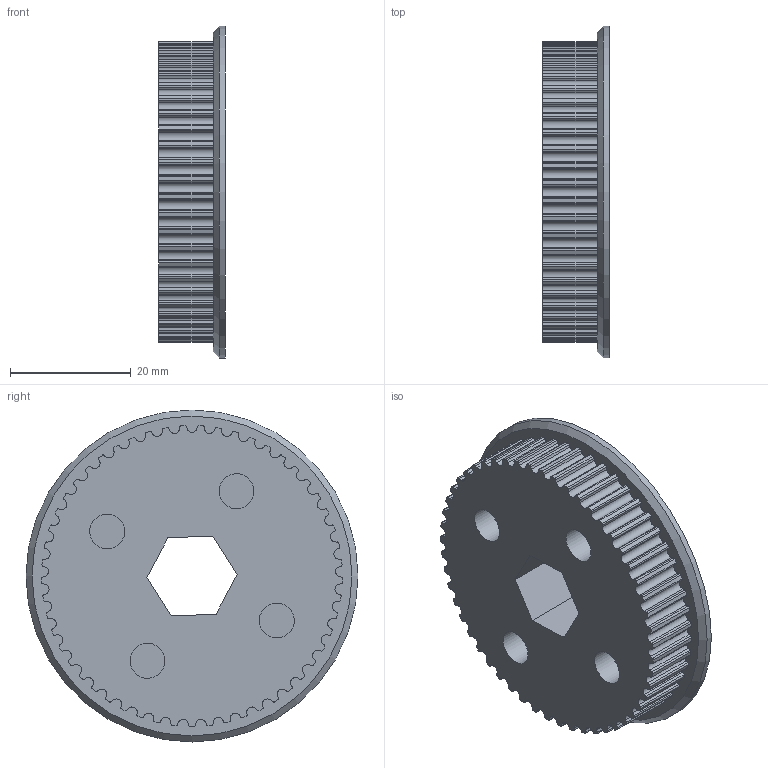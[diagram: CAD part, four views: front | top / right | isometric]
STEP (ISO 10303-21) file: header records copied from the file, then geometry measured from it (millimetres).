
FILE_DESCRIPTION(/* description */ (''),/* implementation_level */ '2;1');
FILE_NAME(/* name */ '53t gt2 pulley.step',/* time_stamp */ '2024-02-17T18:45:39-05:00',/* author */ ('mavericks'),/* organization */ (''),/* preprocessor_version */ 'ST-DEVELOPER v19.2',/* originating_system */ 'Autodesk Inventor 2023',/* authorisation */ '');
FILE_SCHEMA (('AUTOMOTIVE_DESIGN { 1 0 10303 214 3 1 1 }'));
Length unit declared in the file: inch
Products named in the file (1): 53t_gt2_pulley
Bounding box: 11 x 55 x 55 mm (x, y, z)
Volume: 19158 mm3; surface area: 7646.2 mm2
Topology: 1 solids, 1 shells, 337 faces, 990 edges, 660 vertices
Faces by surface type: cylinder 323, plane 13, cone 1
Full cylindrical faces by diameter (mm): 5.8 x4, 55 x1
Entity records: 11670 total; most frequent: DIRECTION 2314, CARTESIAN_POINT 1988, ORIENTED_EDGE 1980, EDGE_CURVE 990, AXIS2_PLACEMENT_3D 986, VERTEX_POINT 660, CIRCLE 648, EDGE_LOOP 344
